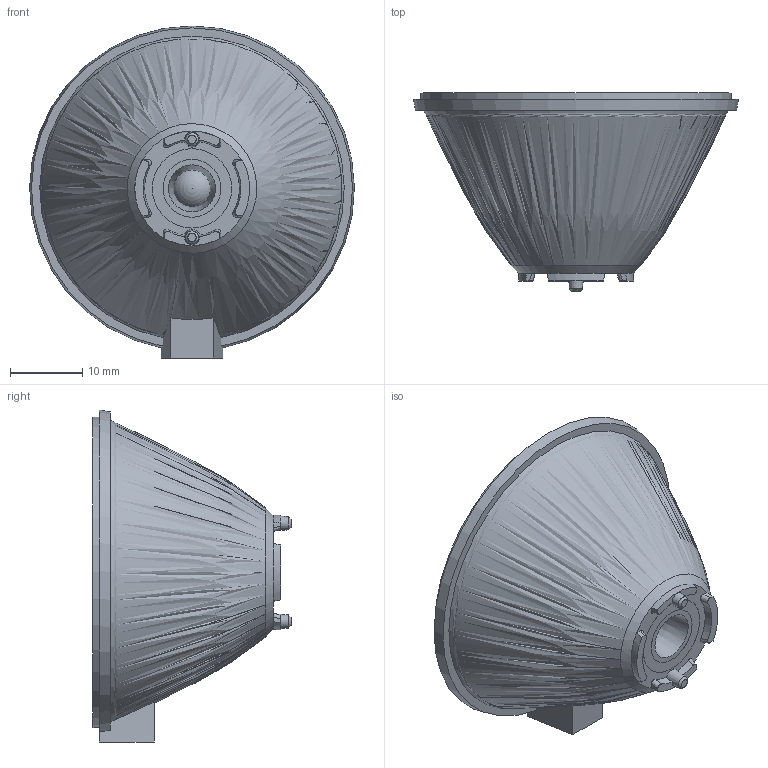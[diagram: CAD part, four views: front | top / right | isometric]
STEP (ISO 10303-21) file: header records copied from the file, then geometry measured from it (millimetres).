
FILE_DESCRIPTION(('STEP AP203'),'1');
FILE_NAME('201119_X74456_3D_LLC49 Mechanical Version_IndA.stp','2020-11-19T10:44:54',(' '),(' '),'Spatial InterOp 3D',' ',' ');
FILE_SCHEMA(('CONFIG_CONTROL_DESIGN'));
Length unit declared in the file: millimetre
Products named in the file (1): 201119_X74456_3D_LLC49* Mechanical Version_IndA
Bounding box: 45 x 27.45 x 46 mm (x, y, z)
Volume: 17702.4 mm3; surface area: 4720.2 mm2
Topology: 1 solids, 1 shells, 57 faces, 146 edges, 94 vertices
Faces by surface type: plane 24, cone 14, bspline 8, cylinder 6, revolution 3, torus 1, sphere 1
Full cylindrical faces by diameter (mm): 8 x1, 11 x1, 43 x1
Entity records: 2008 total; most frequent: CARTESIAN_POINT 743, ORIENTED_EDGE 244, DIRECTION 235, EDGE_CURVE 122, AXIS2_PLACEMENT_3D 103, VERTEX_POINT 85, EDGE_LOOP 74, FACE_OUTER_BOUND 63
